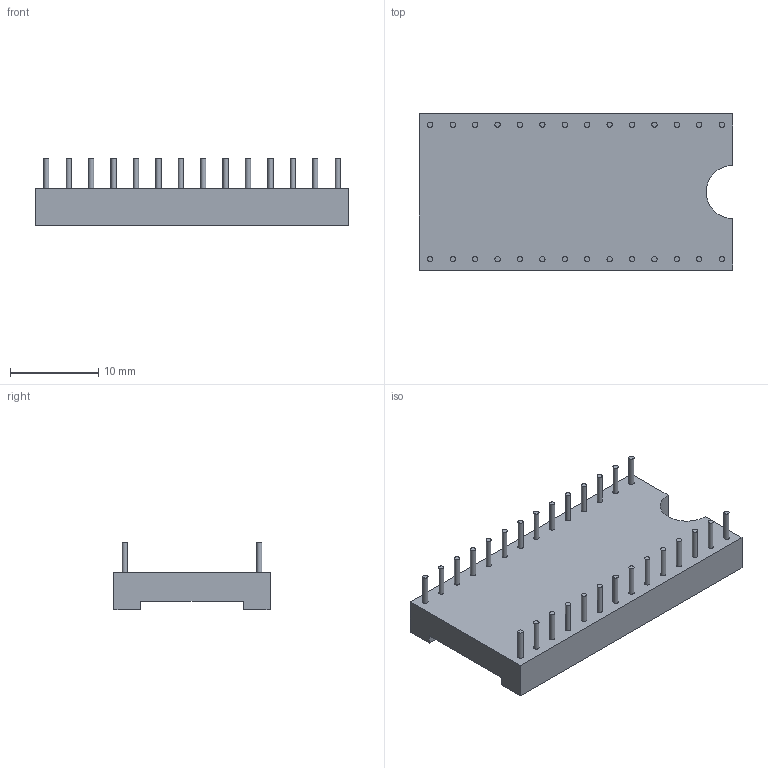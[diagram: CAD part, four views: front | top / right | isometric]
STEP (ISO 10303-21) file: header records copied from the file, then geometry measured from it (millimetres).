
FILE_DESCRIPTION(('FreeCAD Model'),'2;1');
FILE_NAME('DIL-IC-2.54x15.24-28.step', '2016-12-05T12:46:13',('Daniel Sallin'),('Daniel-STP'), 'Open CASCADE STEP processor 6.8','FreeCAD','Unknown');
FILE_SCHEMA(('AUTOMOTIVE_DESIGN_CC2 { 1 2 10303 214 -1 1 5 4 }'));
Length unit declared in the file: millimetre
Products named in the file (2): ASSEMBLY; Chamfer
Assembly tree (1 placements, depth 2):
  ASSEMBLY
    Chamfer
Bounding box: 35.5 x 17.7 x 7.7 mm (x, y, z)
Volume: 2187.8 mm3; surface area: 2017.8 mm2
Topology: 1 solids, 1 shells, 152 faces, 254 edges, 160 vertices
Faces by surface type: plane 67, cylinder 57, cone 28
Full cylindrical faces by diameter (mm): 0.6 x56
Entity records: 7116 total; most frequent: CARTESIAN_POINT 1642, DIRECTION 1071, ORIENTED_EDGE 508, PCURVE 508, DEFINITIONAL_REPRESENTATION 508, LINE 450, VECTOR 450, AXIS2_PLACEMENT_3D 296
